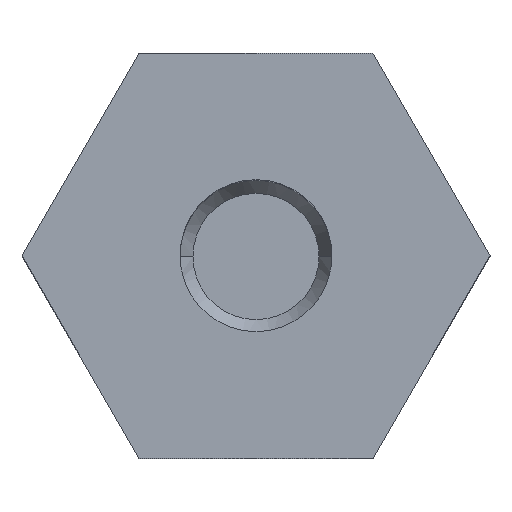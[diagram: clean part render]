
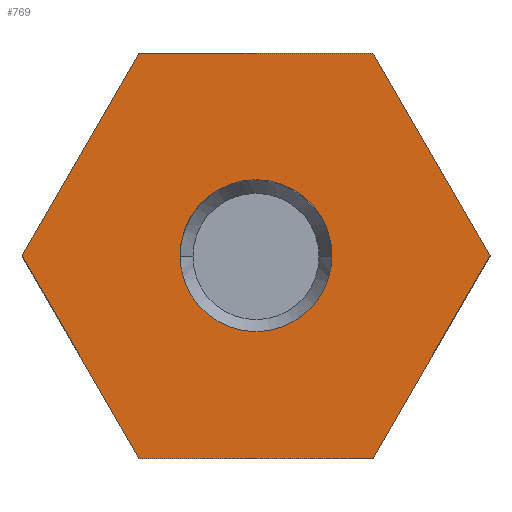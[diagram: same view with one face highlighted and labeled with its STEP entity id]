
A CAD part, top view. The second image highlights one B-rep face of the part: STEP entity #769.
In plain terms, the highlighted planar face has unit normal (0, 0, 1).
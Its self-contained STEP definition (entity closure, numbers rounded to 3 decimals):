
#56 = CARTESIAN_POINT ( 'NONE',  ( 6.928, 0., 11. ) ) ;
#65 = VERTEX_POINT ( 'NONE', #343 ) ;
#77 = CARTESIAN_POINT ( 'NONE',  ( -3.464, 6., 11. ) ) ;
#82 = CARTESIAN_POINT ( 'NONE',  ( 2.25, 0., 11. ) ) ;
#98 = VERTEX_POINT ( 'NONE', #1645 ) ;
#102 = CARTESIAN_POINT ( 'NONE',  ( 3.464, -6., 11. ) ) ;
#112 = VECTOR ( 'NONE', #807, 1000. ) ;
#130 = DIRECTION ( 'NONE',  ( 0., 0., 1. ) ) ;
#163 = EDGE_CURVE ( 'NONE', #712, #1739, #642, .T. ) ;
#188 = VERTEX_POINT ( 'NONE', #777 ) ;
#220 = EDGE_CURVE ( 'NONE', #188, #712, #1826, .T. ) ;
#251 = EDGE_CURVE ( 'NONE', #329, #1086, #1003, .T. ) ;
#329 = VERTEX_POINT ( 'NONE', #82 ) ;
#343 = CARTESIAN_POINT ( 'NONE',  ( -3.464, 6., 11. ) ) ;
#373 = DIRECTION ( 'NONE',  ( 0.5, 0.866, 0. ) ) ;
#409 = CARTESIAN_POINT ( 'NONE',  ( 0., 0., 11. ) ) ;
#414 = CARTESIAN_POINT ( 'NONE',  ( -2.25, 0., 11. ) ) ;
#419 = AXIS2_PLACEMENT_3D ( 'NONE', #1670, #948, #1010 ) ;
#528 = DIRECTION ( 'NONE',  ( 0., 0., 1. ) ) ;
#553 = EDGE_LOOP ( 'NONE', ( #1498, #1243, #1222, #853, #1542, #1163 ) ) ;
#631 = DIRECTION ( 'NONE',  ( -1., 0., 0. ) ) ;
#642 = LINE ( 'NONE', #1228, #1851 ) ;
#703 = DIRECTION ( 'NONE',  ( 0.5, -0.866, 0. ) ) ;
#705 = EDGE_CURVE ( 'NONE', #65, #188, #1832, .T. ) ;
#712 = VERTEX_POINT ( 'NONE', #1690 ) ;
#769 = ADVANCED_FACE ( 'NONE', ( #1804, #1090 ), #959, .T. ) ;
#777 = CARTESIAN_POINT ( 'NONE',  ( -6.928, 0., 11. ) ) ;
#807 = DIRECTION ( 'NONE',  ( -0.5, 0.866, 0. ) ) ;
#843 = VECTOR ( 'NONE', #373, 1000. ) ;
#853 = ORIENTED_EDGE ( 'NONE', *, *, #1461, .T. ) ;
#908 = ORIENTED_EDGE ( 'NONE', *, *, #1186, .F. ) ;
#917 = CARTESIAN_POINT ( 'NONE',  ( 3.464, 6., 11. ) ) ;
#948 = DIRECTION ( 'NONE',  ( 0., 0., 1. ) ) ;
#949 = LINE ( 'NONE', #56, #112 ) ;
#959 = PLANE ( 'NONE',  #419 ) ;
#985 = DIRECTION ( 'NONE',  ( 1., 0., 0. ) ) ;
#994 = EDGE_CURVE ( 'NONE', #1739, #1438, #1709, .T. ) ;
#1003 = CIRCLE ( 'NONE', #1610, 2.25 ) ;
#1010 = DIRECTION ( 'NONE',  ( 1., 0., 0. ) ) ;
#1016 = VECTOR ( 'NONE', #631, 1000. ) ;
#1086 = VERTEX_POINT ( 'NONE', #414 ) ;
#1090 = FACE_OUTER_BOUND ( 'NONE', #553, .T. ) ;
#1097 = CARTESIAN_POINT ( 'NONE',  ( -6.928, 0., 11. ) ) ;
#1112 = DIRECTION ( 'NONE',  ( -0.5, -0.866, 0. ) ) ;
#1124 = CARTESIAN_POINT ( 'NONE',  ( 3.464, -6., 11. ) ) ;
#1163 = ORIENTED_EDGE ( 'NONE', *, *, #220, .T. ) ;
#1186 = EDGE_CURVE ( 'NONE', #1086, #329, #1528, .T. ) ;
#1222 = ORIENTED_EDGE ( 'NONE', *, *, #1329, .T. ) ;
#1228 = CARTESIAN_POINT ( 'NONE',  ( -3.464, -6., 11. ) ) ;
#1243 = ORIENTED_EDGE ( 'NONE', *, *, #994, .T. ) ;
#1261 = CARTESIAN_POINT ( 'NONE',  ( 6.928, 0., 11. ) ) ;
#1329 = EDGE_CURVE ( 'NONE', #1438, #98, #949, .T. ) ;
#1402 = DIRECTION ( 'NONE',  ( 1., 0., 0. ) ) ;
#1438 = VERTEX_POINT ( 'NONE', #1261 ) ;
#1461 = EDGE_CURVE ( 'NONE', #98, #65, #1755, .T. ) ;
#1498 = ORIENTED_EDGE ( 'NONE', *, *, #163, .T. ) ;
#1528 = CIRCLE ( 'NONE', #1653, 2.25 ) ;
#1542 = ORIENTED_EDGE ( 'NONE', *, *, #705, .T. ) ;
#1610 = AXIS2_PLACEMENT_3D ( 'NONE', #409, #130, #985 ) ;
#1645 = CARTESIAN_POINT ( 'NONE',  ( 3.464, 6., 11. ) ) ;
#1653 = AXIS2_PLACEMENT_3D ( 'NONE', #1852, #528, #1402 ) ;
#1670 = CARTESIAN_POINT ( 'NONE',  ( 0., 0., 11. ) ) ;
#1690 = CARTESIAN_POINT ( 'NONE',  ( -3.464, -6., 11. ) ) ;
#1709 = LINE ( 'NONE', #102, #843 ) ;
#1739 = VERTEX_POINT ( 'NONE', #1124 ) ;
#1748 = VECTOR ( 'NONE', #1112, 1000. ) ;
#1755 = LINE ( 'NONE', #917, #1016 ) ;
#1763 = VECTOR ( 'NONE', #703, 1000. ) ;
#1804 = FACE_BOUND ( 'NONE', #1857, .T. ) ;
#1811 = DIRECTION ( 'NONE',  ( 1., 0., 0. ) ) ;
#1826 = LINE ( 'NONE', #1097, #1763 ) ;
#1832 = LINE ( 'NONE', #77, #1748 ) ;
#1848 = ORIENTED_EDGE ( 'NONE', *, *, #251, .F. ) ;
#1851 = VECTOR ( 'NONE', #1811, 1000. ) ;
#1852 = CARTESIAN_POINT ( 'NONE',  ( 0., 0., 11. ) ) ;
#1857 = EDGE_LOOP ( 'NONE', ( #1848, #908 ) ) ;
